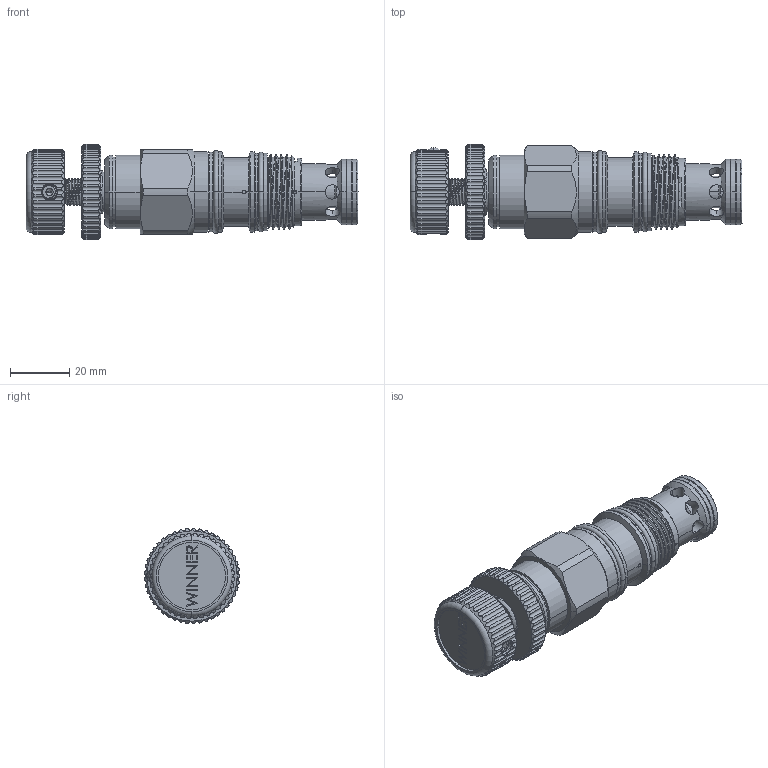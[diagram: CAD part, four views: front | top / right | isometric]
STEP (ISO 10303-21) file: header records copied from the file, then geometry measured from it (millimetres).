
FILE_DESCRIPTION (( 'STEP AP203' ), '1' );
FILE_NAME ('RV2A3G-K-85.STEP', '2020-03-24T08:03:43', ( '' ), ( '' ), 'SwSTEP 2.0', 'SolidWorks 2018', '' );
FILE_SCHEMA (( 'CONFIG_CONTROL_DESIGN' ));
Products named in the file (1): RV2A3G-K-85
Bounding box: 112.4 x 32.18 x 32.2 mm (x, y, z)
Volume: 53843.6 mm3; surface area: 19785 mm2
Topology: 8 solids, 8 shells, 1359 faces, 3912 edges, 2509 vertices
Faces by surface type: cylinder 859, plane 229, cone 113, torus 86, bspline 64, sphere 8
Entity records: 99639 total; most frequent: CARTESIAN_POINT 66496, ORIENTED_EDGE 7770, DIRECTION 5530, EDGE_CURVE 3885, VERTEX_POINT 2506, AXIS2_PLACEMENT_3D 2096, EDGE_LOOP 1771, B_SPLINE_CURVE_WITH_KNOTS 1566
